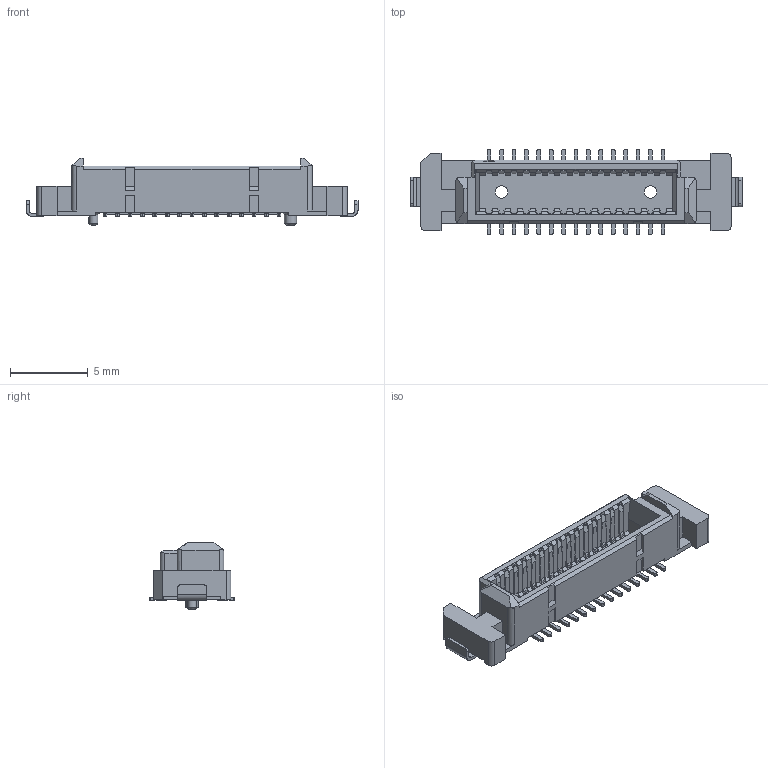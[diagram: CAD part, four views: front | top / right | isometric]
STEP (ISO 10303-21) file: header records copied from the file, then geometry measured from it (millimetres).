
FILE_DESCRIPTION( ('This file contains a STEP AP42 implementation' ,'as created by ZW3D STEP Interface translator.') ,'2;1' );
FILE_NAME( '3615-P030-037XXR01.stp' ,'24 126.164134', (''), ('ZWCAD Software Co.'), 'Version 1.0', 'ZW3D to STEP translator', '' );
FILE_SCHEMA(('AUTOMOTIVE_DESIGN { 1 0 10303 214 1 1 1 1 }'));
Length unit declared in the file: millimetre
Products named in the file (2): 0; 3615-P030-037XXR01
Bounding box: 21.4 x 5.5 x 4.35 mm (x, y, z)
Volume: 128.6 mm3; surface area: 607.3 mm2
Topology: 1 solids, 1 shells, 2941 faces, 8370 edges, 5327 vertices
Faces by surface type: plane 1963, cylinder 630, bspline 344, cone 4
Full cylindrical faces by diameter (mm): 0.58 x1, 0.78 x1, 0.8 x2
Entity records: 99597 total; most frequent: CARTESIAN_POINT 20746, ORIENTED_EDGE 17102, DIRECTION 14464, EDGE_CURVE 8370, VECTOR 6434, LINE 6434, VERTEX_POINT 5327, AXIS2_PLACEMENT_3D 4015
